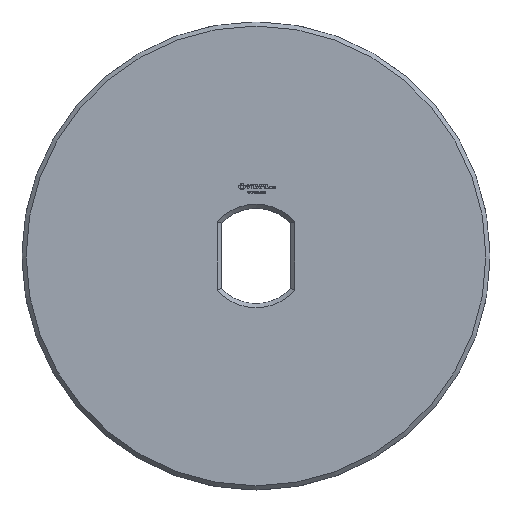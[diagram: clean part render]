
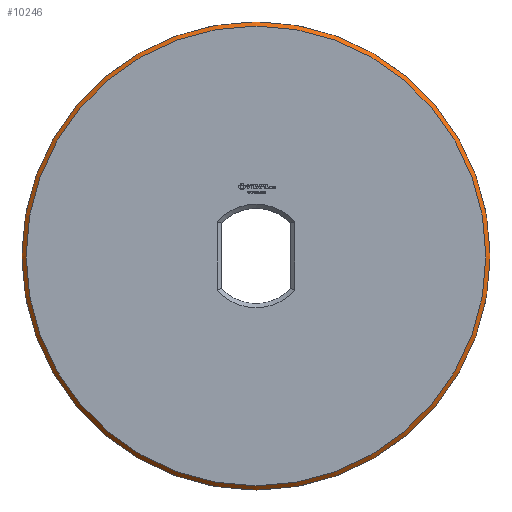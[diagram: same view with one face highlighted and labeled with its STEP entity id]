
A CAD part, top view. The second image highlights one B-rep face of the part: STEP entity #10246.
In plain terms, the highlighted conical face has half-angle 45 degrees and reference radius 17.188 mm.
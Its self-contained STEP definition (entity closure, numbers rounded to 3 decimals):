
#21 = EDGE_CURVE('',#22,#22,#24,.T.);
#22 = VERTEX_POINT('',#23);
#23 = CARTESIAN_POINT('',(16.888,0.,3.125));
#24 = SURFACE_CURVE('',#25,(#30,#42),.PCURVE_S1.);
#25 = CIRCLE('',#26,16.888);
#26 = AXIS2_PLACEMENT_3D('',#27,#28,#29);
#27 = CARTESIAN_POINT('',(0.,0.,3.125));
#28 = DIRECTION('',(0.,0.,-1.));
#29 = DIRECTION('',(1.,0.,0.));
#30 = PCURVE('',#31,#36);
#31 = PLANE('',#32);
#32 = AXIS2_PLACEMENT_3D('',#33,#34,#35);
#33 = CARTESIAN_POINT('',(0.,0.,3.125));
#34 = DIRECTION('',(0.,0.,-1.));
#35 = DIRECTION('',(1.,0.,0.));
#36 = DEFINITIONAL_REPRESENTATION('',(#37),#41);
#37 = CIRCLE('',#38,16.888);
#38 = AXIS2_PLACEMENT_2D('',#39,#40);
#39 = CARTESIAN_POINT('',(0.,0.));
#40 = DIRECTION('',(1.,0.));
#41 = ( GEOMETRIC_REPRESENTATION_CONTEXT(2) 
PARAMETRIC_REPRESENTATION_CONTEXT() REPRESENTATION_CONTEXT('2D SPACE',''
  ) );
#42 = PCURVE('',#43,#48);
#43 = CONICAL_SURFACE('',#44,17.188,0.785);
#44 = AXIS2_PLACEMENT_3D('',#45,#46,#47);
#45 = CARTESIAN_POINT('',(0.,0.,2.825));
#46 = DIRECTION('',(0.,0.,-1.));
#47 = DIRECTION('',(1.,0.,0.));
#48 = DEFINITIONAL_REPRESENTATION('',(#49),#53);
#49 = LINE('',#50,#51);
#50 = CARTESIAN_POINT('',(0.,-0.3));
#51 = VECTOR('',#52,1.);
#52 = DIRECTION('',(1.,-0.));
#53 = ( GEOMETRIC_REPRESENTATION_CONTEXT(2) 
PARAMETRIC_REPRESENTATION_CONTEXT() REPRESENTATION_CONTEXT('2D SPACE',''
  ) );
#10246 = ADVANCED_FACE('',(#10247),#43,.T.);
#10247 = FACE_BOUND('',#10248,.F.);
#10248 = EDGE_LOOP('',(#10249,#10278,#10299,#10300));
#10249 = ORIENTED_EDGE('',*,*,#10250,.T.);
#10250 = EDGE_CURVE('',#10251,#10251,#10253,.T.);
#10251 = VERTEX_POINT('',#10252);
#10252 = CARTESIAN_POINT('',(17.188,0.,2.825));
#10253 = SURFACE_CURVE('',#10254,(#10259,#10266),.PCURVE_S1.);
#10254 = CIRCLE('',#10255,17.188);
#10255 = AXIS2_PLACEMENT_3D('',#10256,#10257,#10258);
#10256 = CARTESIAN_POINT('',(0.,0.,2.825));
#10257 = DIRECTION('',(0.,0.,-1.));
#10258 = DIRECTION('',(1.,0.,0.));
#10259 = PCURVE('',#43,#10260);
#10260 = DEFINITIONAL_REPRESENTATION('',(#10261),#10265);
#10261 = LINE('',#10262,#10263);
#10262 = CARTESIAN_POINT('',(0.,-0.));
#10263 = VECTOR('',#10264,1.);
#10264 = DIRECTION('',(1.,-0.));
#10265 = ( GEOMETRIC_REPRESENTATION_CONTEXT(2) 
PARAMETRIC_REPRESENTATION_CONTEXT() REPRESENTATION_CONTEXT('2D SPACE',''
  ) );
#10266 = PCURVE('',#10267,#10272);
#10267 = CYLINDRICAL_SURFACE('',#10268,17.188);
#10268 = AXIS2_PLACEMENT_3D('',#10269,#10270,#10271);
#10269 = CARTESIAN_POINT('',(0.,0.,2.325));
#10270 = DIRECTION('',(0.,0.,1.));
#10271 = DIRECTION('',(1.,0.,0.));
#10272 = DEFINITIONAL_REPRESENTATION('',(#10273),#10277);
#10273 = LINE('',#10274,#10275);
#10274 = CARTESIAN_POINT('',(-0.,0.5));
#10275 = VECTOR('',#10276,1.);
#10276 = DIRECTION('',(-1.,0.));
#10277 = ( GEOMETRIC_REPRESENTATION_CONTEXT(2) 
PARAMETRIC_REPRESENTATION_CONTEXT() REPRESENTATION_CONTEXT('2D SPACE',''
  ) );
#10278 = ORIENTED_EDGE('',*,*,#10279,.T.);
#10279 = EDGE_CURVE('',#10251,#22,#10280,.T.);
#10280 = SEAM_CURVE('',#10281,(#10285,#10292),.PCURVE_S1.);
#10281 = LINE('',#10282,#10283);
#10282 = CARTESIAN_POINT('',(17.188,0.,2.825));
#10283 = VECTOR('',#10284,1.);
#10284 = DIRECTION('',(-0.707,0.,0.707));
#10285 = PCURVE('',#43,#10286);
#10286 = DEFINITIONAL_REPRESENTATION('',(#10287),#10291);
#10287 = LINE('',#10288,#10289);
#10288 = CARTESIAN_POINT('',(0.,-0.));
#10289 = VECTOR('',#10290,1.);
#10290 = DIRECTION('',(0.,-1.));
#10291 = ( GEOMETRIC_REPRESENTATION_CONTEXT(2) 
PARAMETRIC_REPRESENTATION_CONTEXT() REPRESENTATION_CONTEXT('2D SPACE',''
  ) );
#10292 = PCURVE('',#43,#10293);
#10293 = DEFINITIONAL_REPRESENTATION('',(#10294),#10298);
#10294 = LINE('',#10295,#10296);
#10295 = CARTESIAN_POINT('',(6.283,-0.));
#10296 = VECTOR('',#10297,1.);
#10297 = DIRECTION('',(0.,-1.));
#10298 = ( GEOMETRIC_REPRESENTATION_CONTEXT(2) 
PARAMETRIC_REPRESENTATION_CONTEXT() REPRESENTATION_CONTEXT('2D SPACE',''
  ) );
#10299 = ORIENTED_EDGE('',*,*,#21,.F.);
#10300 = ORIENTED_EDGE('',*,*,#10279,.F.);
